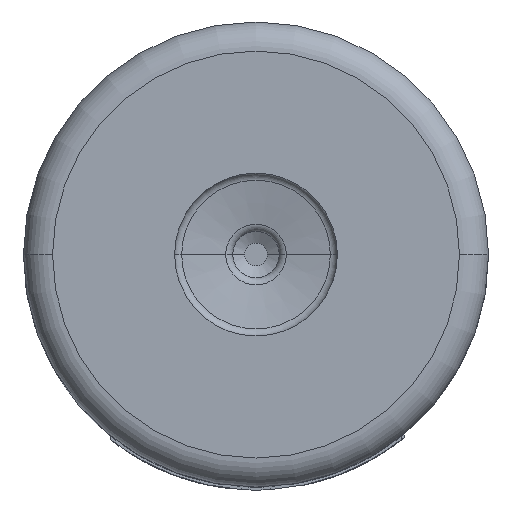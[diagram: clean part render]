
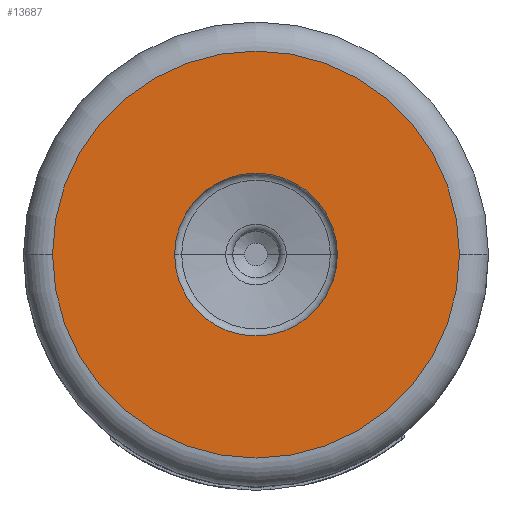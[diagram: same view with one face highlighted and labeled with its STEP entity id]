
A CAD part, front view. The second image highlights one B-rep face of the part: STEP entity #13687.
In plain terms, the highlighted planar face has unit normal (0, -1, 0).
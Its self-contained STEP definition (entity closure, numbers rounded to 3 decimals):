
#1899=CARTESIAN_POINT('',(0.,-4.,0.));
#1900=DIRECTION('',(0.,-1.,0.));
#1901=DIRECTION('',(1.,0.,0.));
#1902=AXIS2_PLACEMENT_3D('',#1899,#1900,#1901);
#1914=CARTESIAN_POINT('',(0.,-4.,0.));
#1915=DIRECTION('',(0.,-1.,0.));
#1916=DIRECTION('',(-1.,0.,0.));
#1917=AXIS2_PLACEMENT_3D('',#1914,#1915,#1916);
#1919=CARTESIAN_POINT('',(0.,-4.,0.));
#1920=DIRECTION('',(0.,-1.,0.));
#1921=DIRECTION('',(1.,0.,0.));
#1922=AXIS2_PLACEMENT_3D('',#1919,#1920,#1921);
#1924=CARTESIAN_POINT('',(0.,-4.,0.));
#1925=DIRECTION('',(0.,-1.,0.));
#1926=DIRECTION('',(-1.,0.,0.));
#1927=AXIS2_PLACEMENT_3D('',#1924,#1925,#1926);
#11385=CARTESIAN_POINT('',(-1.4,-4.,0.));
#11386=CARTESIAN_POINT('',(1.4,-4.,0.));
#11387=VERTEX_POINT('',#11385);
#11388=VERTEX_POINT('',#11386);
#11389=CARTESIAN_POINT('',(3.5,-4.,0.));
#11390=CARTESIAN_POINT('',(-3.5,-4.,0.));
#11391=VERTEX_POINT('',#11389);
#11392=VERTEX_POINT('',#11390);
#13671=CARTESIAN_POINT('',(0.,-4.,0.));
#13672=DIRECTION('',(0.,1.,0.));
#13673=DIRECTION('',(1.,0.,0.));
#13674=AXIS2_PLACEMENT_3D('',#13671,#13672,#13673);
#13675=PLANE('',#13674);
#13676=ORIENTED_EDGE('',*,*,#13661,.F.);
#13678=ORIENTED_EDGE('',*,*,#13677,.F.);
#13679=EDGE_LOOP('',(#13676,#13678));
#13680=FACE_OUTER_BOUND('',#13679,.F.);
#13682=ORIENTED_EDGE('',*,*,#13681,.T.);
#13684=ORIENTED_EDGE('',*,*,#13683,.T.);
#13685=EDGE_LOOP('',(#13682,#13684));
#13686=FACE_BOUND('',#13685,.F.);
#13687=ADVANCED_FACE('',(#13680,#13686),#13675,.F.);
#1903=CIRCLE('',#1902,3.5);
#1918=CIRCLE('',#1917,1.4);
#1923=CIRCLE('',#1922,1.4);
#1928=CIRCLE('',#1927,3.5);
#13661=EDGE_CURVE('',#11391,#11392,#1903,.T.);
#13677=EDGE_CURVE('',#11392,#11391,#1928,.T.);
#13681=EDGE_CURVE('',#11387,#11388,#1918,.T.);
#13683=EDGE_CURVE('',#11388,#11387,#1923,.T.);
